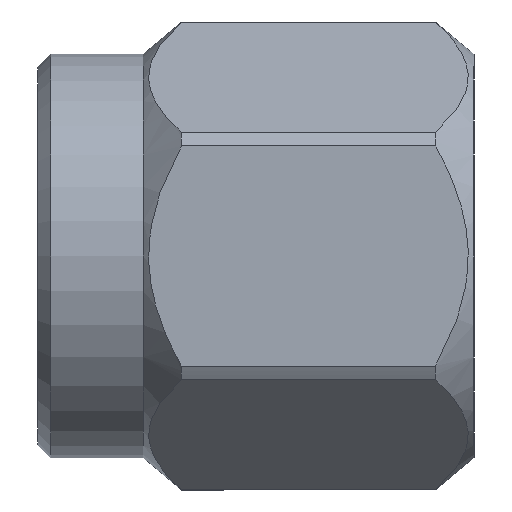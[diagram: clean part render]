
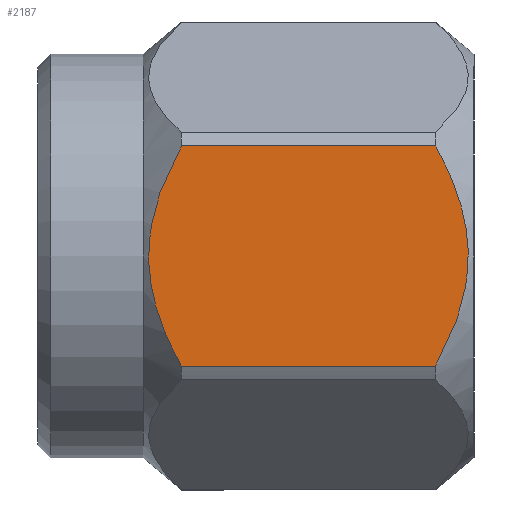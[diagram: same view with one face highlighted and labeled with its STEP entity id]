
A CAD part, front view. The second image highlights one B-rep face of the part: STEP entity #2187.
In plain terms, the highlighted planar face has unit normal (0, -1, 0).
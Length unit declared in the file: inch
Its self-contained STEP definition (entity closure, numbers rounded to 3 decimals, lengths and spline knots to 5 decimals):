
#29 = CARTESIAN_POINT ( 'NONE',  ( 0.32352, -0.15625, -0.0287 ) ) ;
#55 = CARTESIAN_POINT ( 'NONE',  ( 0.31948, -0.15625, 0.04134 ) ) ;
#62 = CARTESIAN_POINT ( 'NONE',  ( 0.08648, -0.15625, 0.0287 ) ) ;
#100 = CARTESIAN_POINT ( 'NONE',  ( 0.09167, -0.15625, 0.04496 ) ) ;
#144 = EDGE_CURVE ( 'NONE', #2370, #1923, #1565, .T. ) ;
#252 = CARTESIAN_POINT ( 'NONE',  ( 0.09303, -0.15625, 0.04897 ) ) ;
#255 = ORIENTED_EDGE ( 'NONE', *, *, #144, .T. ) ;
#256 = CARTESIAN_POINT ( 'NONE',  ( 0.30498, -0.15625, -0.07632 ) ) ;
#257 = FACE_OUTER_BOUND ( 'NONE', #347, .T. ) ;
#303 = CARTESIAN_POINT ( 'NONE',  ( 0.09207, -0.15625, 0.04616 ) ) ;
#347 = EDGE_LOOP ( 'NONE', ( #1024, #534, #255, #1757 ) ) ;
#398 = LINE ( 'NONE', #2001, #1596 ) ;
#432 = CARTESIAN_POINT ( 'NONE',  ( 0.31697, -0.15625, -0.04897 ) ) ;
#455 = CARTESIAN_POINT ( 'NONE',  ( 0.09052, -0.15625, -0.04134 ) ) ;
#458 = CARTESIAN_POINT ( 'NONE',  ( 0.3011, -0.15625, 0.08326 ) ) ;
#483 = CARTESIAN_POINT ( 'NONE',  ( 0.31833, -0.15625, -0.04496 ) ) ;
#534 = ORIENTED_EDGE ( 'NONE', *, *, #1168, .T. ) ;
#547 = VECTOR ( 'NONE', #1734, 39.37008 ) ;
#653 = CARTESIAN_POINT ( 'NONE',  ( 0.08413, -0.15625, 0.01428 ) ) ;
#665 = CARTESIAN_POINT ( 'NONE',  ( 0.1089, -0.15625, -0.08326 ) ) ;
#673 = CARTESIAN_POINT ( 'NONE',  ( 0.54, -0.15625, -0.09021 ) ) ;
#682 = CARTESIAN_POINT ( 'NONE',  ( 0.32589, -0.15625, 0.00695 ) ) ;
#695 = DIRECTION ( 'NONE',  ( 0., -1., 0. ) ) ;
#703 = CARTESIAN_POINT ( 'NONE',  ( 0.08752, -0.15625, -0.03036 ) ) ;
#731 = EDGE_CURVE ( 'NONE', #1923, #891, #1886, .T. ) ;
#866 = CARTESIAN_POINT ( 'NONE',  ( 0.31489, -0.15625, -0.05463 ) ) ;
#891 = VERTEX_POINT ( 'NONE', #1502 ) ;
#966 = CARTESIAN_POINT ( 'NONE',  ( 0.3011, -0.15625, -0.08326 ) ) ;
#1024 = ORIENTED_EDGE ( 'NONE', *, *, #1825, .T. ) ;
#1063 = PLANE ( 'NONE',  #2051 ) ;
#1081 = CARTESIAN_POINT ( 'NONE',  ( 0.09988, -0.15625, 0.06613 ) ) ;
#1168 = EDGE_CURVE ( 'NONE', #1515, #2370, #2539, .T. ) ;
#1233 = CARTESIAN_POINT ( 'NONE',  ( 0.3011, -0.15625, -0.08326 ) ) ;
#1259 = CARTESIAN_POINT ( 'NONE',  ( 0.09081, -0.15625, -0.04226 ) ) ;
#1273 = CARTESIAN_POINT ( 'NONE',  ( 0.31919, -0.15625, 0.04226 ) ) ;
#1282 = CARTESIAN_POINT ( 'NONE',  ( 0.09141, -0.15625, 0.04417 ) ) ;
#1409 = DIRECTION ( 'NONE',  ( 1., 0., 0. ) ) ;
#1447 = CARTESIAN_POINT ( 'NONE',  ( 0.31012, -0.15625, -0.06613 ) ) ;
#1457 = CARTESIAN_POINT ( 'NONE',  ( 0.3187, -0.15625, -0.04383 ) ) ;
#1477 = CARTESIAN_POINT ( 'NONE',  ( 0.09511, -0.15625, 0.05463 ) ) ;
#1480 = CARTESIAN_POINT ( 'NONE',  ( 0.32248, -0.15625, 0.03036 ) ) ;
#1498 = CARTESIAN_POINT ( 'NONE',  ( 0.08918, -0.15625, -0.03676 ) ) ;
#1502 = CARTESIAN_POINT ( 'NONE',  ( 0.1089, -0.15625, -0.08326 ) ) ;
#1515 = VERTEX_POINT ( 'NONE', #966 ) ;
#1565 = LINE ( 'NONE', #1993, #547 ) ;
#1596 = VECTOR ( 'NONE', #1409, 39.37008 ) ;
#1665 = CARTESIAN_POINT ( 'NONE',  ( 0.32502, -0.15625, 0.01767 ) ) ;
#1673 = CARTESIAN_POINT ( 'NONE',  ( 0.09515, -0.15625, -0.05594 ) ) ;
#1697 = CARTESIAN_POINT ( 'NONE',  ( 0.10502, -0.15625, 0.07632 ) ) ;
#1734 = DIRECTION ( 'NONE',  ( -1., 0., 0. ) ) ;
#1757 = ORIENTED_EDGE ( 'NONE', *, *, #731, .T. ) ;
#1825 = EDGE_CURVE ( 'NONE', #891, #1515, #398, .T. ) ;
#1835 = CARTESIAN_POINT ( 'NONE',  ( 0.30892, -0.15625, 0.0693 ) ) ;
#1857 = CARTESIAN_POINT ( 'NONE',  ( 0.08411, -0.15625, -0.00695 ) ) ;
#1862 = CARTESIAN_POINT ( 'NONE',  ( 0.32082, -0.15625, 0.03676 ) ) ;
#1864 = CARTESIAN_POINT ( 'NONE',  ( 0.1089, -0.15625, 0.08326 ) ) ;
#1874 = CARTESIAN_POINT ( 'NONE',  ( 0.31485, -0.15625, 0.05594 ) ) ;
#1886 = B_SPLINE_CURVE_WITH_KNOTS ( 'NONE', 3,
 ( #2111, #1697, #1081, #1477, #252, #303, #100, #1282, #2272, #62, #653, #1857, #2467, #703, #1498, #2259, #455, #1259, #2056, #1673, #2480, #665 ),
 .UNSPECIFIED., .F., .F.,
 ( 4, 1, 1, 1, 1, 2, 2, 2, 1, 1, 1, 1, 2, 2, 4 ),
 ( 0., 0.125, 0.1875, 0.21875, 0.23438, 0.24219, 0.25, 0.5, 0.625, 0.6875, 0.71875, 0.73438, 0.74219, 0.75, 1. ),
 .UNSPECIFIED. ) ;
#1923 = VERTEX_POINT ( 'NONE', #1864 ) ;
#1993 = CARTESIAN_POINT ( 'NONE',  ( 0.66895, -0.15625, 0.08326 ) ) ;
#2001 = CARTESIAN_POINT ( 'NONE',  ( 0.66895, -0.15625, -0.08326 ) ) ;
#2051 = AXIS2_PLACEMENT_3D ( 'NONE', #673, #695, #2277 ) ;
#2056 = CARTESIAN_POINT ( 'NONE',  ( 0.09097, -0.15625, -0.04278 ) ) ;
#2060 = CARTESIAN_POINT ( 'NONE',  ( 0.31989, -0.15625, 0.03996 ) ) ;
#2111 = CARTESIAN_POINT ( 'NONE',  ( 0.1089, -0.15625, 0.08326 ) ) ;
#2187 = ADVANCED_FACE ( 'NONE', ( #257 ), #1063, .T. ) ;
#2259 = CARTESIAN_POINT ( 'NONE',  ( 0.09011, -0.15625, -0.03996 ) ) ;
#2262 = CARTESIAN_POINT ( 'NONE',  ( 0.32587, -0.15625, -0.01428 ) ) ;
#2272 = CARTESIAN_POINT ( 'NONE',  ( 0.0913, -0.15625, 0.04383 ) ) ;
#2277 = DIRECTION ( 'NONE',  ( 0., 0., -1. ) ) ;
#2287 = CARTESIAN_POINT ( 'NONE',  ( 0.31903, -0.15625, 0.04278 ) ) ;
#2370 = VERTEX_POINT ( 'NONE', #2630 ) ;
#2443 = CARTESIAN_POINT ( 'NONE',  ( 0.31793, -0.15625, -0.04616 ) ) ;
#2467 = CARTESIAN_POINT ( 'NONE',  ( 0.08498, -0.15625, -0.01767 ) ) ;
#2480 = CARTESIAN_POINT ( 'NONE',  ( 0.10108, -0.15625, -0.0693 ) ) ;
#2485 = CARTESIAN_POINT ( 'NONE',  ( 0.31859, -0.15625, -0.04417 ) ) ;
#2539 = B_SPLINE_CURVE_WITH_KNOTS ( 'NONE', 3,
 ( #1233, #256, #1447, #866, #432, #2443, #483, #2485, #1457, #29, #2262, #682, #1665, #1480, #1862, #2060, #55, #1273, #2287, #1874, #1835, #458 ),
 .UNSPECIFIED., .F., .F.,
 ( 4, 1, 1, 1, 1, 2, 2, 2, 1, 1, 1, 1, 2, 2, 4 ),
 ( 0., 0.125, 0.1875, 0.21875, 0.23437, 0.24219, 0.25, 0.5, 0.625, 0.6875, 0.71875, 0.73437, 0.74219, 0.75, 1. ),
 .UNSPECIFIED. ) ;
#2630 = CARTESIAN_POINT ( 'NONE',  ( 0.3011, -0.15625, 0.08326 ) ) ;
